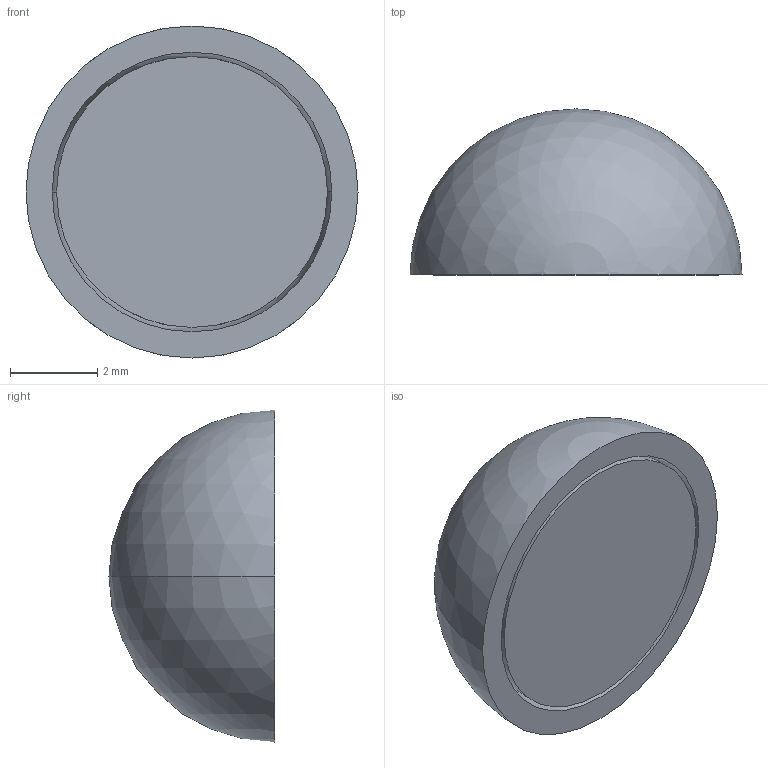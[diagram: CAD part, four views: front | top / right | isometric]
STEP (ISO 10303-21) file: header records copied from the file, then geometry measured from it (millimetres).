
FILE_DESCRIPTION (( 'STEP AP214' ), '1' );
FILE_NAME ('crystal.STEP', '2025-12-15T18:53:14', ( '' ), ( '' ), 'SwSTEP 2.0', 'SolidWorks 2026', '' );
FILE_SCHEMA (( 'AUTOMOTIVE_DESIGN' ));
Length unit declared in the file: millimetre
Products named in the file (1): crystal
Bounding box: 7.6 x 3.8 x 7.6 mm (x, y, z)
Volume: 108.7 mm3; surface area: 258.8 mm2
Topology: 2 solids, 2 shells, 8 faces, 24 edges, 15 vertices
Faces by surface type: sphere 6, plane 2
Entity records: 224 total; most frequent: DIRECTION 42, CARTESIAN_POINT 30, ORIENTED_EDGE 24, AXIS2_PLACEMENT_3D 21, CIRCLE 12, EDGE_CURVE 12, EDGE_LOOP 9, VERTEX_POINT 9
